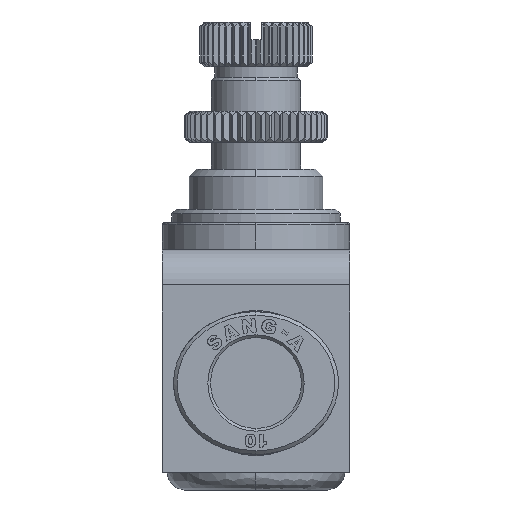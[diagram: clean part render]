
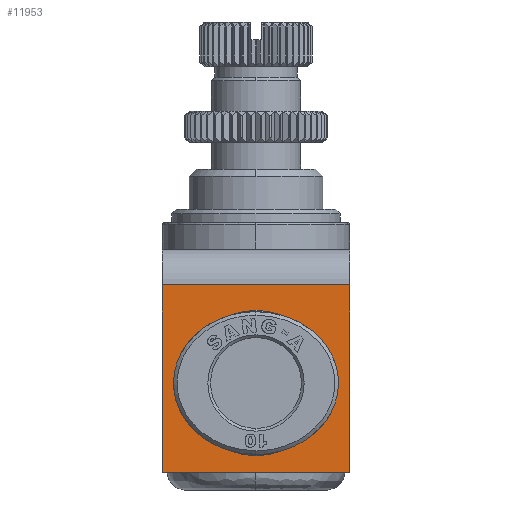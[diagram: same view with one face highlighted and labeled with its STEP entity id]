
A CAD part, left-side view. The second image highlights one B-rep face of the part: STEP entity #11953.
In plain terms, the highlighted planar face has unit normal (-1, 0, 0).
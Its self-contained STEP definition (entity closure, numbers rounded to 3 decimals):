
#1722 = EDGE_CURVE ( 'NONE', #43476, #22246, #39505, .T. ) ;
#2486 = CARTESIAN_POINT ( 'NONE',  ( -10., 5.5, 10.4 ) ) ;
#4555 = LINE ( 'NONE', #33405, #10171 ) ;
#4817 = ORIENTED_EDGE ( 'NONE', *, *, #15882, .T. ) ;
#5674 = CARTESIAN_POINT ( 'NONE',  ( -10., 5.5, 17.25 ) ) ;
#5945 = CARTESIAN_POINT ( 'NONE',  ( -10., -5., -7.75 ) ) ;
#6454 = FACE_OUTER_BOUND ( 'NONE', #28156, .T. ) ;
#6587 = CARTESIAN_POINT ( 'NONE',  ( -10., 5.5, 2.25 ) ) ;
#7422 = VERTEX_POINT ( 'NONE', #29737 ) ;
#9046 = CARTESIAN_POINT ( 'NONE',  ( -10., 16., 4.75 ) ) ;
#9789 = AXIS2_PLACEMENT_3D ( 'NONE', #25100, #46119, #20977 ) ;
#10171 = VECTOR ( 'NONE', #33715, 1000. ) ;
#11953 = ADVANCED_FACE ( 'NONE', ( #33378, #6454 ), #30436, .T. ) ;
#12459 = EDGE_CURVE ( 'NONE', #7422, #22246, #15916, .T. ) ;
#12517 = VECTOR ( 'NONE', #39474, 1000. ) ;
#13010 = DIRECTION ( 'NONE',  ( -1., 0., 0. ) ) ;
#13270 = EDGE_CURVE ( 'NONE', #31057, #39422, #25407, .T. ) ;
#15814 = ORIENTED_EDGE ( 'NONE', *, *, #12459, .T. ) ;
#15882 = EDGE_CURVE ( 'NONE', #43476, #44566, #17949, .T. ) ;
#15916 = LINE ( 'NONE', #9046, #16444 ) ;
#16444 = VECTOR ( 'NONE', #27196, 1000. ) ;
#17370 = DIRECTION ( 'NONE',  ( 1., 0., 0. ) ) ;
#17949 = LINE ( 'NONE', #27158, #28655 ) ;
#19008 = ORIENTED_EDGE ( 'NONE', *, *, #33197, .T. ) ;
#20977 = DIRECTION ( 'NONE',  ( 0., 0., -1. ) ) ;
#21569 = CARTESIAN_POINT ( 'NONE',  ( -10., 5.5, -7.75 ) ) ;
#22246 = VERTEX_POINT ( 'NONE', #44017 ) ;
#23499 = EDGE_LOOP ( 'NONE', ( #40617, #19008 ) ) ;
#24240 = CARTESIAN_POINT ( 'NONE',  ( -10., 5.5, -5.9 ) ) ;
#25100 = CARTESIAN_POINT ( 'NONE',  ( -10., 5.5, 2.25 ) ) ;
#25407 = CIRCLE ( 'NONE', #29843, 8.15 ) ;
#27158 = CARTESIAN_POINT ( 'NONE',  ( -10., -5., 17.25 ) ) ;
#27196 = DIRECTION ( 'NONE',  ( 0., 0., -1. ) ) ;
#28156 = EDGE_LOOP ( 'NONE', ( #34220, #4817, #43105, #15814 ) ) ;
#28655 = VECTOR ( 'NONE', #34045, 1000. ) ;
#28849 = CIRCLE ( 'NONE', #9789, 8.15 ) ;
#28973 = EDGE_CURVE ( 'NONE', #44566, #7422, #4555, .T. ) ;
#29737 = CARTESIAN_POINT ( 'NONE',  ( -10., 16., 13.25 ) ) ;
#29843 = AXIS2_PLACEMENT_3D ( 'NONE', #6587, #17370, #38867 ) ;
#30436 = PLANE ( 'NONE',  #41540 ) ;
#31057 = VERTEX_POINT ( 'NONE', #24240 ) ;
#33197 = EDGE_CURVE ( 'NONE', #39422, #31057, #28849, .T. ) ;
#33378 = FACE_BOUND ( 'NONE', #23499, .T. ) ;
#33405 = CARTESIAN_POINT ( 'NONE',  ( -10., 5.5, 13.25 ) ) ;
#33715 = DIRECTION ( 'NONE',  ( 0., 1., 0. ) ) ;
#34045 = DIRECTION ( 'NONE',  ( 0., 0., 1. ) ) ;
#34220 = ORIENTED_EDGE ( 'NONE', *, *, #1722, .F. ) ;
#37947 = DIRECTION ( 'NONE',  ( 0., 0., 1. ) ) ;
#38867 = DIRECTION ( 'NONE',  ( 0., 0., -1. ) ) ;
#39183 = CARTESIAN_POINT ( 'NONE',  ( -10., -5., 13.25 ) ) ;
#39422 = VERTEX_POINT ( 'NONE', #2486 ) ;
#39474 = DIRECTION ( 'NONE',  ( 0., 1., 0. ) ) ;
#39505 = LINE ( 'NONE', #21569, #12517 ) ;
#40617 = ORIENTED_EDGE ( 'NONE', *, *, #13270, .T. ) ;
#41540 = AXIS2_PLACEMENT_3D ( 'NONE', #5674, #13010, #37947 ) ;
#43105 = ORIENTED_EDGE ( 'NONE', *, *, #28973, .T. ) ;
#43476 = VERTEX_POINT ( 'NONE', #5945 ) ;
#44017 = CARTESIAN_POINT ( 'NONE',  ( -10., 16., -7.75 ) ) ;
#44566 = VERTEX_POINT ( 'NONE', #39183 ) ;
#46119 = DIRECTION ( 'NONE',  ( 1., 0., 0. ) ) ;
